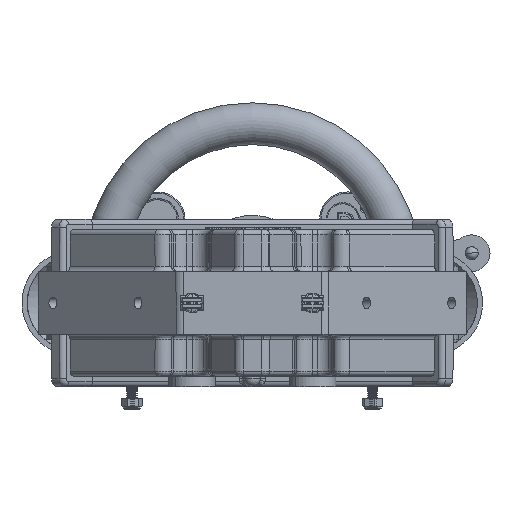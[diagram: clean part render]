
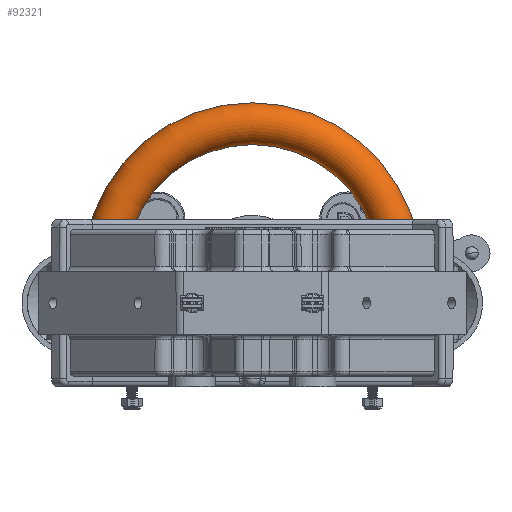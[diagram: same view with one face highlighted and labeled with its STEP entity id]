
A CAD part, front view. The second image highlights one B-rep face of the part: STEP entity #92321.
In plain terms, the highlighted toroidal (fillet/blend) face has major radius 89.694 mm and minor radius 12.7 mm.
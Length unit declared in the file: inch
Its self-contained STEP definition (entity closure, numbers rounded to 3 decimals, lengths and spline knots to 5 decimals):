
#2979 = CARTESIAN_POINT ( 'NONE',  ( 0., -11.98856, -0.75 ) ) ;
#7198 = ORIENTED_EDGE ( 'NONE', *, *, #94727, .T. ) ;
#9676 = AXIS2_PLACEMENT_3D ( 'NONE', #31976, #88713, #40138 ) ;
#11660 = AXIS2_PLACEMENT_3D ( 'NONE', #63892, #15338, #72071 ) ;
#15338 = DIRECTION ( 'NONE',  ( 0., 1., 0. ) ) ;
#19043 = EDGE_CURVE ( 'NONE', #92160, #64712, #34730, .T. ) ;
#20169 = CARTESIAN_POINT ( 'NONE',  ( 3.53125, -11.98856, -0.75 ) ) ;
#22836 = FACE_OUTER_BOUND ( 'NONE', #28742, .T. ) ;
#23270 = DIRECTION ( 'NONE',  ( 0., 1., 0. ) ) ;
#23784 = CIRCLE ( 'NONE', #42389, 3.03125 ) ;
#25678 = CARTESIAN_POINT ( 'NONE',  ( -4.03125, -11.98856, -0.75 ) ) ;
#28328 = DIRECTION ( 'NONE',  ( -1., 0., 0. ) ) ;
#28742 = EDGE_LOOP ( 'NONE', ( #97914, #45350, #7198, #77185 ) ) ;
#31736 = CARTESIAN_POINT ( 'NONE',  ( 4.03125, -11.98856, -0.75 ) ) ;
#31976 = CARTESIAN_POINT ( 'NONE',  ( -3.53125, -11.98856, -0.75 ) ) ;
#34730 = CIRCLE ( 'NONE', #9676, 0.5 ) ;
#36230 = CIRCLE ( 'NONE', #77470, 0.5 ) ;
#40138 = DIRECTION ( 'NONE',  ( 1., 0., 0. ) ) ;
#41341 = EDGE_CURVE ( 'NONE', #104502, #101771, #36230, .T. ) ;
#42324 = CARTESIAN_POINT ( 'NONE',  ( 3.03125, -11.98856, -0.75 ) ) ;
#42389 = AXIS2_PLACEMENT_3D ( 'NONE', #71855, #23270, #80006 ) ;
#45350 = ORIENTED_EDGE ( 'NONE', *, *, #41341, .T. ) ;
#50961 = CARTESIAN_POINT ( 'NONE',  ( -3.03125, -11.98856, -0.75 ) ) ;
#52615 = EDGE_CURVE ( 'NONE', #104502, #92160, #55350, .T. ) ;
#55350 = CIRCLE ( 'NONE', #11660, 4.03125 ) ;
#59274 = DIRECTION ( 'NONE',  ( 0., 0., 1. ) ) ;
#63892 = CARTESIAN_POINT ( 'NONE',  ( 0., -11.98856, -0.75 ) ) ;
#64712 = VERTEX_POINT ( 'NONE', #50961 ) ;
#65945 = TOROIDAL_SURFACE ( 'NONE', #82477, 3.53125, 0.5 ) ;
#71855 = CARTESIAN_POINT ( 'NONE',  ( 0., -11.98856, -0.75 ) ) ;
#72071 = DIRECTION ( 'NONE',  ( 0., 0., 1. ) ) ;
#76908 = DIRECTION ( 'NONE',  ( 0., 0., -1. ) ) ;
#77185 = ORIENTED_EDGE ( 'NONE', *, *, #19043, .F. ) ;
#77470 = AXIS2_PLACEMENT_3D ( 'NONE', #20169, #76908, #28328 ) ;
#80006 = DIRECTION ( 'NONE',  ( 0., 0., 1. ) ) ;
#82477 = AXIS2_PLACEMENT_3D ( 'NONE', #2979, #100124, #59274 ) ;
#88713 = DIRECTION ( 'NONE',  ( 0., 0., 1. ) ) ;
#92160 = VERTEX_POINT ( 'NONE', #25678 ) ;
#92321 = ADVANCED_FACE ( 'NONE', ( #22836 ), #65945, .T. ) ;
#94727 = EDGE_CURVE ( 'NONE', #101771, #64712, #23784, .T. ) ;
#97914 = ORIENTED_EDGE ( 'NONE', *, *, #52615, .F. ) ;
#100124 = DIRECTION ( 'NONE',  ( 0., 1., 0. ) ) ;
#101771 = VERTEX_POINT ( 'NONE', #42324 ) ;
#104502 = VERTEX_POINT ( 'NONE', #31736 ) ;
